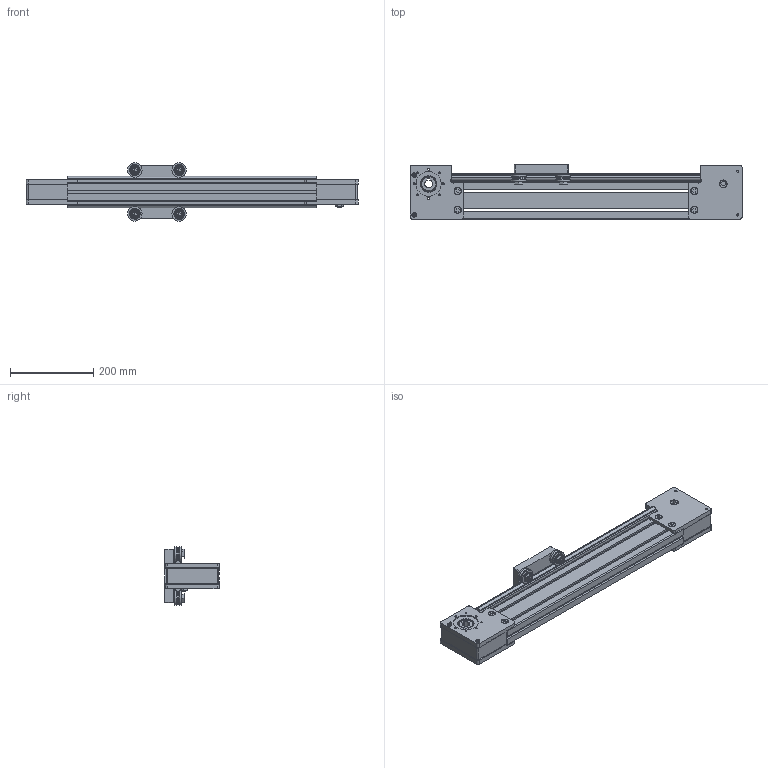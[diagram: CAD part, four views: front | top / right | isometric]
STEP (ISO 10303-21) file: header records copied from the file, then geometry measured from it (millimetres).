
FILE_DESCRIPTION (( 'STEP AP203' ), '1' );
FILE_NAME ('800.010.STEP', '2015-08-04T08:32:07', ( '' ), ( '' ), 'SwSTEP 2.0', 'SolidWorks 2012', '' );
FILE_SCHEMA (( 'CONFIG_CONTROL_DESIGN' ));
Length unit declared in the file: millimetre
Products named in the file (1): 800.010
Bounding box: 800 x 130.75 x 141 mm (x, y, z)
Surface area: 596840 mm2 (no closed solid volume)
Topology: 0 solids, 86 shells, 775 faces, 2918 edges, 2197 vertices
Faces by surface type: plane 377, cylinder 218, cone 92, torus 88
Entity records: 31540 total; most frequent: CARTESIAN_POINT 6205, DIRECTION 5550, ORIENTED_EDGE 4500, EDGE_CURVE 2914, VERTEX_POINT 2197, AXIS2_PLACEMENT_3D 1910, LINE 1730, VECTOR 1730
